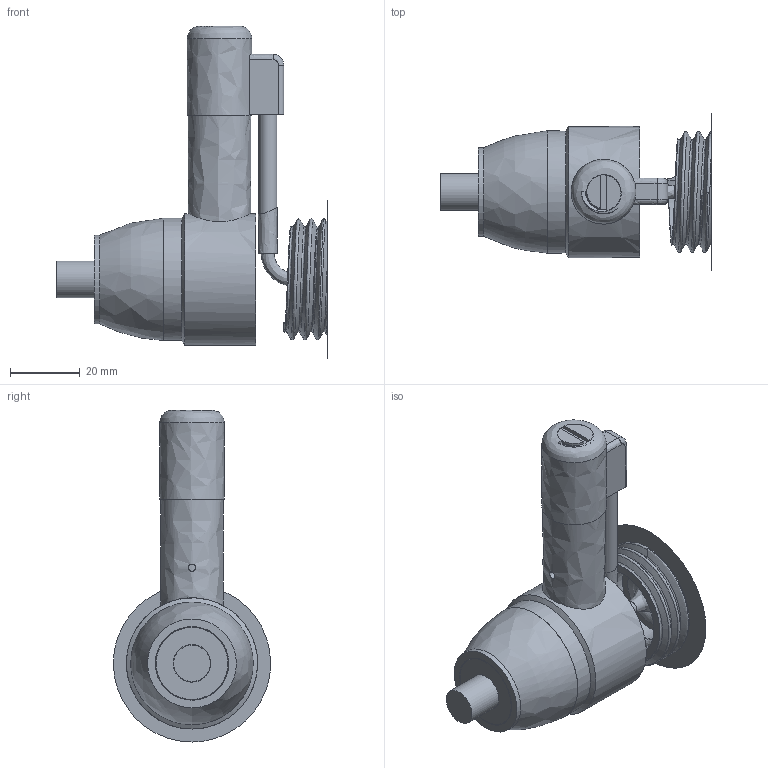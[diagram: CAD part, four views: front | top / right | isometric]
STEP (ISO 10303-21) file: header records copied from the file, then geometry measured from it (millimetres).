
FILE_DESCRIPTION(('FreeCAD Model'),'2;1');
FILE_NAME('Open CASCADE Shape Model','2025-04-29T09:43:08',('FreeCAD'),( 'FreeCAD'),'Open CASCADE STEP processor 7.6','FreeCAD','Unknown');
FILE_SCHEMA(('AUTOMOTIVE_DESIGN { 1 0 10303 214 1 1 1 1 }'));
Products named in the file (1): Open CASCADE STEP translator 7.6 1
Bounding box: 77.54 x 45 x 95.15 mm (x, y, z)
Volume: 30810.5 mm3; surface area: 33587.3 mm2
Topology: 21 solids, 23 shells, 260 faces, 664 edges, 442 vertices
Faces by surface type: bspline 260
Entity records: 49080 total; most frequent: CARTESIAN_POINT 45216, ORIENTED_EDGE 1306, EDGE_CURVE 657, VERTEX_POINT 441, B_SPLINE_CURVE_WITH_KNOTS 418, FACE_BOUND 293, EDGE_LOOP 292, ADVANCED_FACE 260
